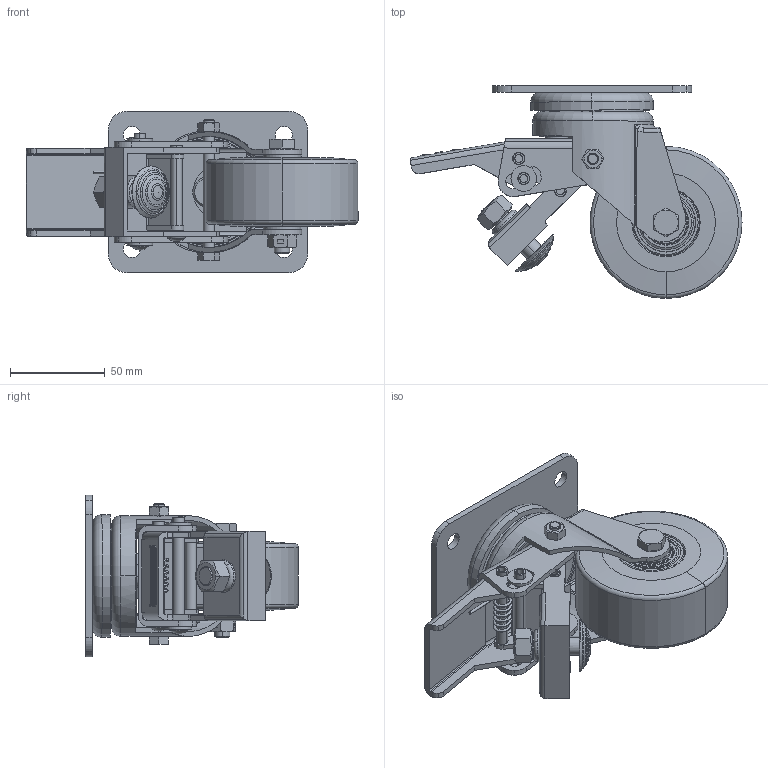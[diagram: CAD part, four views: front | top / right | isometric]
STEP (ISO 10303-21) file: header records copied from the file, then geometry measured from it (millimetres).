
FILE_DESCRIPTION (( 'STEP AP214' ), '1' );
FILE_NAME ('0012025.step', '2025-03-05T09:53:23', ( '' ), ( '' ), 'SwSTEP 2.0', 'SolidWorks 2020', '' );
FILE_SCHEMA (( 'AUTOMOTIVE_DESIGN' ));
Length unit declared in the file: millimetre
Products named in the file (1): 0012025
Bounding box: 174.75 x 112 x 85 mm (x, y, z)
Volume: 311313.8 mm3; surface area: 169491.2 mm2
Topology: 38 solids, 38 shells, 994 faces, 2374 edges, 1509 vertices
Faces by surface type: cylinder 337, plane 288, cone 185, torus 148, sphere 24, bspline 12
Entity records: 55206 total; most frequent: CARTESIAN_POINT 20450, DIRECTION 5244, ORIENTED_EDGE 4628, EDGE_CURVE 2314, AXIS2_PLACEMENT_3D 2192, VERTEX_POINT 1477, CIRCLE 1209, EDGE_LOOP 1189
